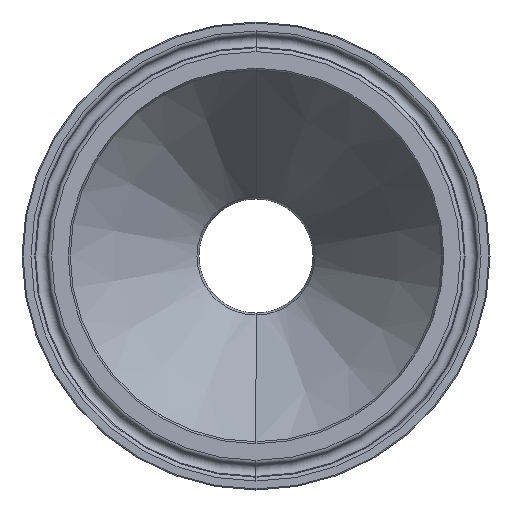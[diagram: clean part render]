
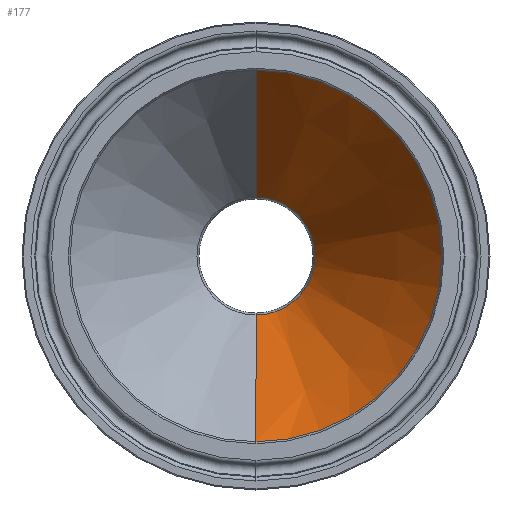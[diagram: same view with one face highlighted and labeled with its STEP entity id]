
A CAD part, left-side view. The second image highlights one B-rep face of the part: STEP entity #177.
In plain terms, the highlighted conical face has half-angle 35.825 degrees and reference radius 36.122 mm.
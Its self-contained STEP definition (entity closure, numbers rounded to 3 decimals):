
#27 = AXIS2_PLACEMENT_3D ( 'NONE', #496, #1653, #1676 ) ;
#78 = DIRECTION ( 'NONE',  ( -0.811, 0., 0.585 ) ) ;
#86 = DIRECTION ( 'NONE',  ( -0.811, 0., -0.585 ) ) ;
#120 = VERTEX_POINT ( 'NONE', #1277 ) ;
#155 = AXIS2_PLACEMENT_3D ( 'NONE', #1093, #965, #306 ) ;
#177 = ADVANCED_FACE ( 'NONE', ( #571 ), #886, .F. ) ;
#299 = DIRECTION ( 'NONE',  ( 0., 0., 1. ) ) ;
#306 = DIRECTION ( 'NONE',  ( 0., 0., 1. ) ) ;
#324 = CARTESIAN_POINT ( 'NONE',  ( 11.011, 0., 36.122 ) ) ;
#334 = AXIS2_PLACEMENT_3D ( 'NONE', #441, #960, #299 ) ;
#441 = CARTESIAN_POINT ( 'NONE',  ( 11.011, 0., 0. ) ) ;
#478 = CIRCLE ( 'NONE', #334, 36.122 ) ;
#496 = CARTESIAN_POINT ( 'NONE',  ( 45.149, 0., 0. ) ) ;
#571 = FACE_OUTER_BOUND ( 'NONE', #1136, .T. ) ;
#814 = CARTESIAN_POINT ( 'NONE',  ( 45.149, 0., 11.478 ) ) ;
#824 = VERTEX_POINT ( 'NONE', #814 ) ;
#886 = CONICAL_SURFACE ( 'NONE', #155, 36.122, 0.625 ) ;
#893 = CARTESIAN_POINT ( 'NONE',  ( 11.011, 0., -36.122 ) ) ;
#931 = CARTESIAN_POINT ( 'NONE',  ( 11.011, 0., 36.122 ) ) ;
#960 = DIRECTION ( 'NONE',  ( -1., 0., 0. ) ) ;
#965 = DIRECTION ( 'NONE',  ( -1., 0., 0. ) ) ;
#1013 = EDGE_CURVE ( 'NONE', #120, #1125, #1649, .T. ) ;
#1021 = LINE ( 'NONE', #324, #1190 ) ;
#1050 = EDGE_CURVE ( 'NONE', #824, #1662, #1021, .T. ) ;
#1075 = ORIENTED_EDGE ( 'NONE', *, *, #1050, .F. ) ;
#1093 = CARTESIAN_POINT ( 'NONE',  ( 11.011, 0., 0. ) ) ;
#1125 = VERTEX_POINT ( 'NONE', #1290 ) ;
#1136 = EDGE_LOOP ( 'NONE', ( #1394, #1257, #1685, #1075 ) ) ;
#1190 = VECTOR ( 'NONE', #78, 1000. ) ;
#1257 = ORIENTED_EDGE ( 'NONE', *, *, #1013, .T. ) ;
#1277 = CARTESIAN_POINT ( 'NONE',  ( 45.149, 0., -11.478 ) ) ;
#1290 = CARTESIAN_POINT ( 'NONE',  ( 11.011, 0., -36.122 ) ) ;
#1291 = EDGE_CURVE ( 'NONE', #1125, #1662, #478, .T. ) ;
#1394 = ORIENTED_EDGE ( 'NONE', *, *, #1397, .F. ) ;
#1397 = EDGE_CURVE ( 'NONE', #120, #824, #1517, .T. ) ;
#1517 = CIRCLE ( 'NONE', #27, 11.478 ) ;
#1575 = VECTOR ( 'NONE', #86, 1000. ) ;
#1649 = LINE ( 'NONE', #893, #1575 ) ;
#1653 = DIRECTION ( 'NONE',  ( -1., 0., 0. ) ) ;
#1662 = VERTEX_POINT ( 'NONE', #931 ) ;
#1676 = DIRECTION ( 'NONE',  ( 0., 0., 1. ) ) ;
#1685 = ORIENTED_EDGE ( 'NONE', *, *, #1291, .T. ) ;
